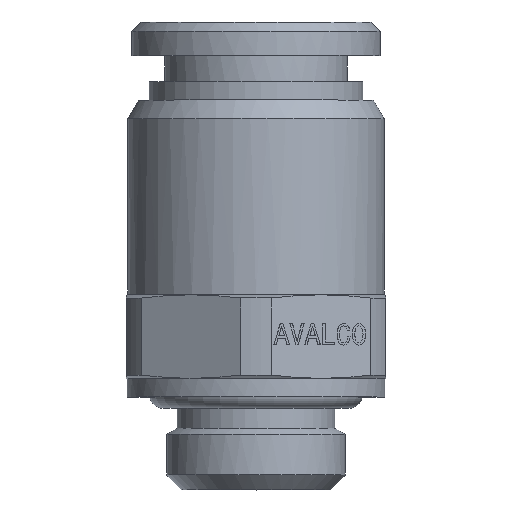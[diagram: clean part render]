
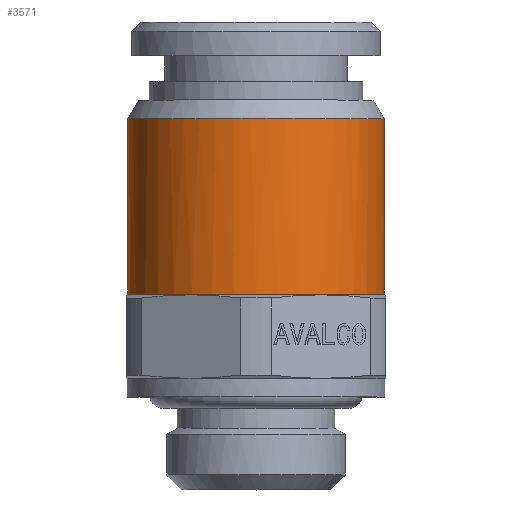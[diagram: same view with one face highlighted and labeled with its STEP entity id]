
A CAD part, top view. The second image highlights one B-rep face of the part: STEP entity #3571.
In plain terms, the highlighted cylindrical face has radius 6.9 mm (diameter 13.8 mm), a partial arc.
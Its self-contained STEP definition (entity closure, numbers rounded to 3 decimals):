
#3427=CARTESIAN_POINT('Vertex',(6.9,10.5,0.)) ;
#3429=CARTESIAN_POINT('Vertex',(-6.9,10.5,0.)) ;
#3432=CARTESIAN_POINT('Axis2P3D Location',(0.,10.5,0.)) ;
#3517=CARTESIAN_POINT('Line Origine',(-6.9,9.975,0.)) ;
#3521=CARTESIAN_POINT('Vertex',(-6.9,20.,0.)) ;
#3528=CARTESIAN_POINT('Vertex',(6.9,20.,0.)) ;
#3531=CARTESIAN_POINT('Line Origine',(6.9,9.975,0.)) ;
#3543=CARTESIAN_POINT('Axis2P3D Location',(0.,9.975,0.)) ;
#3549=CARTESIAN_POINT('Control Point',(-6.9,20.,0.)) ;
#3550=CARTESIAN_POINT('Control Point',(-6.9,20.,1.084)) ;
#3551=CARTESIAN_POINT('Control Point',(-6.687,20.,2.168)) ;
#3552=CARTESIAN_POINT('Control Point',(-6.261,20.,3.196)) ;
#3553=CARTESIAN_POINT('Control Point',(-5.03,20.,5.03)) ;
#3554=CARTESIAN_POINT('Control Point',(-3.196,20.,6.261)) ;
#3555=CARTESIAN_POINT('Control Point',(-2.168,20.,6.687)) ;
#3556=CARTESIAN_POINT('Control Point',(0.,20.,7.113)) ;
#3557=CARTESIAN_POINT('Control Point',(2.168,20.,6.687)) ;
#3558=CARTESIAN_POINT('Control Point',(3.196,20.,6.261)) ;
#3559=CARTESIAN_POINT('Control Point',(5.03,20.,5.03)) ;
#3560=CARTESIAN_POINT('Control Point',(6.261,20.,3.196)) ;
#3561=CARTESIAN_POINT('Control Point',(6.687,20.,2.168)) ;
#3562=CARTESIAN_POINT('Control Point',(6.9,20.,1.084)) ;
#3563=CARTESIAN_POINT('Control Point',(6.9,20.,0.)) ;
#3433=DIRECTION('Axis2P3D Direction',(-0.,1.,0.)) ;
#3518=DIRECTION('Vector Direction',(0.,1.,0.)) ;
#3532=DIRECTION('Vector Direction',(0.,1.,0.)) ;
#3544=DIRECTION('Axis2P3D Direction',(-0.,1.,0.)) ;
#3545=DIRECTION('Axis2P3D XDirection',(-1.,0.,0.)) ;
#3434=AXIS2_PLACEMENT_3D('Circle Axis2P3D',#3432,#3433,$) ;
#3546=AXIS2_PLACEMENT_3D('Cylinder Axis2P3D',#3543,#3544,#3545) ;
#3566=ORIENTED_EDGE('',*,*,#3535,.F.) ;
#3567=ORIENTED_EDGE('',*,*,#3564,.F.) ;
#3568=ORIENTED_EDGE('',*,*,#3523,.T.) ;
#3569=ORIENTED_EDGE('',*,*,#3436,.T.) ;
#3519=VECTOR('Line Direction',#3518,1.) ;
#3533=VECTOR('Line Direction',#3532,1.) ;
#3571=ADVANCED_FACE('PN511B-08G18',(#3570),#3547,.T.) ;
#3548=B_SPLINE_CURVE_WITH_KNOTS('',5,(#3549,#3550,#3551,#3552,#3553,#3554,#3555,#3556,#3557,#3558,#3559,#3560,#3561,#3562,#3563),.UNSPECIFIED.,.F.,.U.,(6,3,3,3,6),(-10.838,-5.419,0.,5.419,10.838),.UNSPECIFIED.) ;
#3435=CIRCLE('generated circle',#3434,6.9) ;
#3547=CYLINDRICAL_SURFACE('generated cylinder',#3546,6.9) ;
#3436=EDGE_CURVE('',#3430,#3428,#3435,.T.) ;
#3523=EDGE_CURVE('',#3522,#3430,#3520,.F.) ;
#3535=EDGE_CURVE('',#3529,#3428,#3534,.F.) ;
#3564=EDGE_CURVE('',#3522,#3529,#3548,.T.) ;
#3565=EDGE_LOOP('',(#3566,#3567,#3568,#3569)) ;
#3570=FACE_OUTER_BOUND('',#3565,.T.) ;
#3520=LINE('Line',#3517,#3519) ;
#3534=LINE('Line',#3531,#3533) ;
#3428=VERTEX_POINT('',#3427) ;
#3430=VERTEX_POINT('',#3429) ;
#3522=VERTEX_POINT('',#3521) ;
#3529=VERTEX_POINT('',#3528) ;
